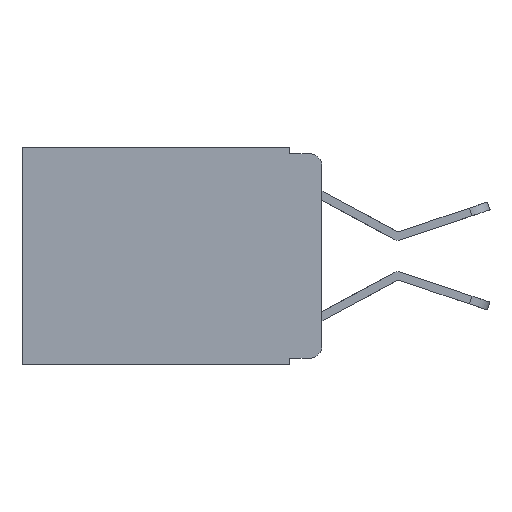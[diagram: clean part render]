
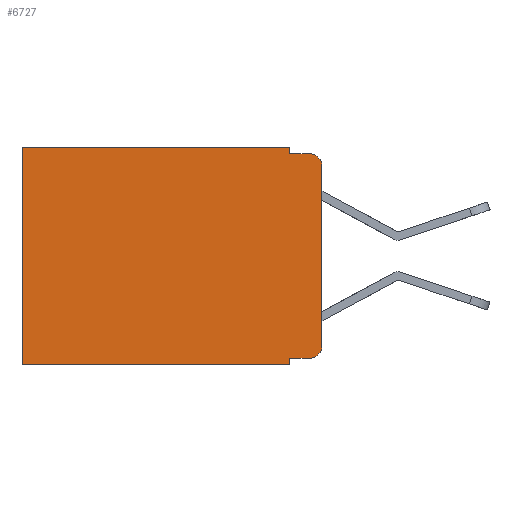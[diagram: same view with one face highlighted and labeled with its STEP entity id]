
A CAD part, left-side view. The second image highlights one B-rep face of the part: STEP entity #6727.
In plain terms, the highlighted planar face has unit normal (-1, 0, 0).
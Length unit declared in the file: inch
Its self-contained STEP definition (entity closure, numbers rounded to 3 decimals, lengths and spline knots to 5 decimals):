
#24 = VERTEX_POINT ( 'NONE', #11282 ) ;
#31 = CIRCLE ( 'NONE', #10430, 0.02 ) ;
#396 = CARTESIAN_POINT ( 'NONE',  ( 0.298, 0., -0.03 ) ) ;
#506 = DIRECTION ( 'NONE',  ( -1., 0., 0. ) ) ;
#510 = DIRECTION ( 'NONE',  ( 0., 0., -1. ) ) ;
#557 = CARTESIAN_POINT ( 'NONE',  ( 0.298, 0.02, -0.313 ) ) ;
#702 = VECTOR ( 'NONE', #9035, 39.37008 ) ;
#945 = ORIENTED_EDGE ( 'NONE', *, *, #11757, .F. ) ;
#1106 = ORIENTED_EDGE ( 'NONE', *, *, #10654, .T. ) ;
#1136 = EDGE_CURVE ( 'NONE', #3599, #1916, #8077, .T. ) ;
#1905 = ORIENTED_EDGE ( 'NONE', *, *, #8478, .T. ) ;
#1906 = VERTEX_POINT ( 'NONE', #10323 ) ;
#1916 = VERTEX_POINT ( 'NONE', #6784 ) ;
#2112 = VECTOR ( 'NONE', #7323, 39.37008 ) ;
#2316 = DIRECTION ( 'NONE',  ( 0., 0., -1. ) ) ;
#2532 = EDGE_CURVE ( 'NONE', #1916, #1906, #31, .T. ) ;
#2634 = CARTESIAN_POINT ( 'NONE',  ( 0.298, 0.02, -0.03 ) ) ;
#2773 = FACE_OUTER_BOUND ( 'NONE', #8434, .T. ) ;
#2792 = LINE ( 'NONE', #6399, #2112 ) ;
#2883 = ORIENTED_EDGE ( 'NONE', *, *, #2532, .T. ) ;
#3067 = ORIENTED_EDGE ( 'NONE', *, *, #4043, .F. ) ;
#3450 = CARTESIAN_POINT ( 'NONE',  ( 0.298, 0., 0. ) ) ;
#3599 = VERTEX_POINT ( 'NONE', #9083 ) ;
#3615 = DIRECTION ( 'NONE',  ( 0., 0., -1. ) ) ;
#3632 = VECTOR ( 'NONE', #10619, 39.37008 ) ;
#4043 = EDGE_CURVE ( 'NONE', #11812, #1906, #11491, .T. ) ;
#4224 = AXIS2_PLACEMENT_3D ( 'NONE', #2634, #9084, #3615 ) ;
#4380 = CARTESIAN_POINT ( 'NONE',  ( 0.298, 0.051, -0.01 ) ) ;
#4481 = LINE ( 'NONE', #8385, #11295 ) ;
#4603 = CARTESIAN_POINT ( 'NONE',  ( 0.298, 0.051, -0.333 ) ) ;
#4651 = VECTOR ( 'NONE', #11138, 39.37008 ) ;
#4712 = CARTESIAN_POINT ( 'NONE',  ( 0.298, 0.051, -0.343 ) ) ;
#4773 = LINE ( 'NONE', #11330, #9603 ) ;
#5027 = VERTEX_POINT ( 'NONE', #4712 ) ;
#5957 = VERTEX_POINT ( 'NONE', #6887 ) ;
#5969 = AXIS2_PLACEMENT_3D ( 'NONE', #9424, #11936, #6827 ) ;
#6056 = DIRECTION ( 'NONE',  ( 0., 0., -1. ) ) ;
#6281 = ORIENTED_EDGE ( 'NONE', *, *, #10080, .F. ) ;
#6399 = CARTESIAN_POINT ( 'NONE',  ( 0.298, 0.051, -0.01 ) ) ;
#6727 = ADVANCED_FACE ( 'NONE', ( #2773 ), #6787, .F. ) ;
#6746 = EDGE_CURVE ( 'NONE', #5027, #9987, #7178, .T. ) ;
#6784 = CARTESIAN_POINT ( 'NONE',  ( 0.298, 0.02, -0.333 ) ) ;
#6787 = PLANE ( 'NONE',  #5969 ) ;
#6827 = DIRECTION ( 'NONE',  ( 0., 0., -1. ) ) ;
#6873 = CARTESIAN_POINT ( 'NONE',  ( 0.298, 0., -0.343 ) ) ;
#6887 = CARTESIAN_POINT ( 'NONE',  ( 0.298, 0.02, -0.01 ) ) ;
#6950 = VECTOR ( 'NONE', #6056, 39.37008 ) ;
#7178 = LINE ( 'NONE', #6873, #4651 ) ;
#7201 = CARTESIAN_POINT ( 'NONE',  ( 0.298, 0.473, -0.343 ) ) ;
#7277 = CARTESIAN_POINT ( 'NONE',  ( 0.298, 0., 0. ) ) ;
#7323 = DIRECTION ( 'NONE',  ( 0., -1., 0. ) ) ;
#7349 = VERTEX_POINT ( 'NONE', #10260 ) ;
#7527 = CIRCLE ( 'NONE', #4224, 0.02 ) ;
#7808 = EDGE_CURVE ( 'NONE', #11812, #5957, #7527, .T. ) ;
#8013 = ORIENTED_EDGE ( 'NONE', *, *, #7808, .T. ) ;
#8077 = LINE ( 'NONE', #4603, #8874 ) ;
#8357 = LINE ( 'NONE', #7277, #702 ) ;
#8385 = CARTESIAN_POINT ( 'NONE',  ( 0.298, 0.051, 0. ) ) ;
#8434 = EDGE_LOOP ( 'NONE', ( #3067, #8013, #6281, #11427, #1905, #1106, #11670, #945, #11429, #2883 ) ) ;
#8478 = EDGE_CURVE ( 'NONE', #24, #7349, #8357, .T. ) ;
#8874 = VECTOR ( 'NONE', #8954, 39.37008 ) ;
#8954 = DIRECTION ( 'NONE',  ( 0., -1., 0. ) ) ;
#9035 = DIRECTION ( 'NONE',  ( 0., 1., 0. ) ) ;
#9083 = CARTESIAN_POINT ( 'NONE',  ( 0.298, 0.051, -0.333 ) ) ;
#9084 = DIRECTION ( 'NONE',  ( -1., 0., 0. ) ) ;
#9232 = DIRECTION ( 'NONE',  ( 0., 0., -1. ) ) ;
#9424 = CARTESIAN_POINT ( 'NONE',  ( 0.298, 0., 0. ) ) ;
#9603 = VECTOR ( 'NONE', #2316, 39.37008 ) ;
#9770 = CARTESIAN_POINT ( 'NONE',  ( 0.298, 0.051, 0. ) ) ;
#9987 = VERTEX_POINT ( 'NONE', #7201 ) ;
#10080 = EDGE_CURVE ( 'NONE', #11837, #5957, #2792, .T. ) ;
#10260 = CARTESIAN_POINT ( 'NONE',  ( 0.298, 0.473, 0. ) ) ;
#10323 = CARTESIAN_POINT ( 'NONE',  ( 0.298, 0., -0.313 ) ) ;
#10430 = AXIS2_PLACEMENT_3D ( 'NONE', #557, #506, #510 ) ;
#10619 = DIRECTION ( 'NONE',  ( 0., 0., -1. ) ) ;
#10654 = EDGE_CURVE ( 'NONE', #7349, #9987, #4773, .T. ) ;
#10765 = LINE ( 'NONE', #9770, #3632 ) ;
#11138 = DIRECTION ( 'NONE',  ( 0., 1., 0. ) ) ;
#11201 = EDGE_CURVE ( 'NONE', #24, #11837, #4481, .T. ) ;
#11282 = CARTESIAN_POINT ( 'NONE',  ( 0.298, 0.051, 0. ) ) ;
#11295 = VECTOR ( 'NONE', #9232, 39.37008 ) ;
#11330 = CARTESIAN_POINT ( 'NONE',  ( 0.298, 0.473, 0. ) ) ;
#11427 = ORIENTED_EDGE ( 'NONE', *, *, #11201, .F. ) ;
#11429 = ORIENTED_EDGE ( 'NONE', *, *, #1136, .T. ) ;
#11491 = LINE ( 'NONE', #3450, #6950 ) ;
#11670 = ORIENTED_EDGE ( 'NONE', *, *, #6746, .F. ) ;
#11757 = EDGE_CURVE ( 'NONE', #3599, #5027, #10765, .T. ) ;
#11812 = VERTEX_POINT ( 'NONE', #396 ) ;
#11837 = VERTEX_POINT ( 'NONE', #4380 ) ;
#11936 = DIRECTION ( 'NONE',  ( 1., 0., 0. ) ) ;
